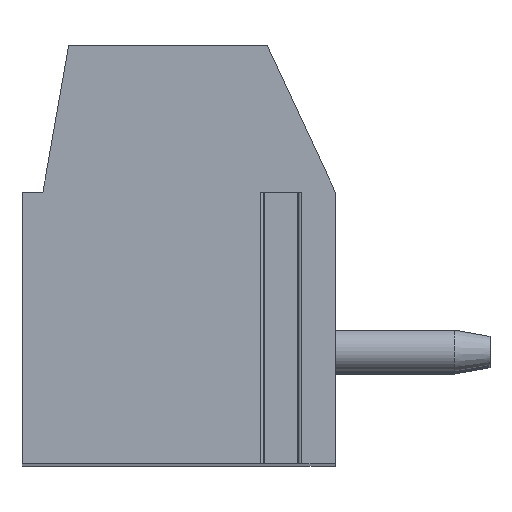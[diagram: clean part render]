
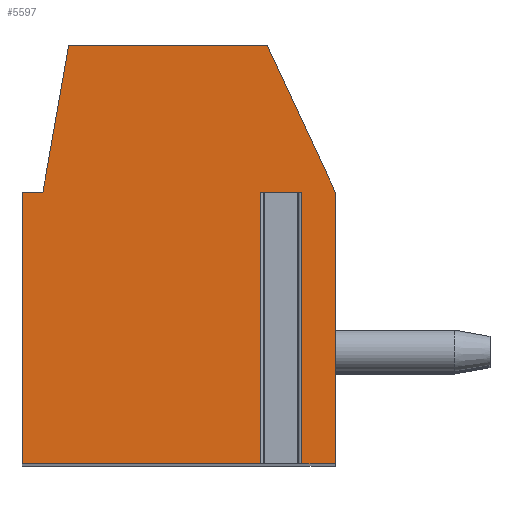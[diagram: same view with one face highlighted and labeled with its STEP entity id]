
A CAD part, top view. The second image highlights one B-rep face of the part: STEP entity #5597.
In plain terms, the highlighted planar face has unit normal (0, 0, 1).
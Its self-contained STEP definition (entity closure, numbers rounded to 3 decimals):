
#161=DIRECTION('',(-1.,0.,0.));
#162=VECTOR('',#161,0.996);
#163=CARTESIAN_POINT('',(2.948,1.5,32.5));
#164=LINE('',#163,#162);
#165=DIRECTION('',(0.,-1.,0.));
#166=VECTOR('',#165,6.5);
#167=CARTESIAN_POINT('',(1.952,1.5,32.5));
#168=LINE('',#167,#166);
#169=DIRECTION('',(1.,0.,0.));
#170=VECTOR('',#169,5.702);
#171=CARTESIAN_POINT('',(-3.75,-5.,32.5));
#172=LINE('',#171,#170);
#173=DIRECTION('',(0.,-1.,0.));
#174=VECTOR('',#173,6.5);
#175=CARTESIAN_POINT('',(-3.75,1.5,32.5));
#176=LINE('',#175,#174);
#177=DIRECTION('',(-1.,0.,0.));
#178=VECTOR('',#177,0.5);
#179=CARTESIAN_POINT('',(-3.25,1.5,32.5));
#180=LINE('',#179,#178);
#181=DIRECTION('',(-0.174,-0.985,0.));
#182=VECTOR('',#181,3.554);
#183=CARTESIAN_POINT('',(-2.633,5.,32.5));
#184=LINE('',#183,#182);
#185=DIRECTION('',(-1.,0.,0.));
#186=VECTOR('',#185,4.751);
#187=CARTESIAN_POINT('',(2.118,5.,32.5));
#188=LINE('',#187,#186);
#189=DIRECTION('',(-0.423,0.906,0.));
#190=VECTOR('',#189,3.862);
#191=CARTESIAN_POINT('',(3.75,1.5,32.5));
#192=LINE('',#191,#190);
#193=DIRECTION('',(0.,1.,0.));
#194=VECTOR('',#193,6.5);
#195=CARTESIAN_POINT('',(3.75,-5.,32.5));
#196=LINE('',#195,#194);
#197=DIRECTION('',(1.,0.,0.));
#198=VECTOR('',#197,0.802);
#199=CARTESIAN_POINT('',(2.948,-5.,32.5));
#200=LINE('',#199,#198);
#201=DIRECTION('',(0.,-1.,0.));
#202=VECTOR('',#201,6.5);
#203=CARTESIAN_POINT('',(2.948,1.5,32.5));
#204=LINE('',#203,#202);
#4295=CARTESIAN_POINT('',(3.75,-5.,32.5));
#4296=CARTESIAN_POINT('',(3.75,1.5,32.5));
#4297=VERTEX_POINT('',#4295);
#4298=VERTEX_POINT('',#4296);
#4299=CARTESIAN_POINT('',(2.118,5.,32.5));
#4300=VERTEX_POINT('',#4299);
#4301=CARTESIAN_POINT('',(-2.633,5.,32.5));
#4302=VERTEX_POINT('',#4301);
#4303=CARTESIAN_POINT('',(-3.25,1.5,32.5));
#4304=VERTEX_POINT('',#4303);
#4305=CARTESIAN_POINT('',(-3.75,1.5,32.5));
#4306=VERTEX_POINT('',#4305);
#4307=CARTESIAN_POINT('',(-3.75,-5.,32.5));
#4308=VERTEX_POINT('',#4307);
#4353=CARTESIAN_POINT('',(2.948,1.5,32.5));
#4354=CARTESIAN_POINT('',(1.952,1.5,32.5));
#4355=VERTEX_POINT('',#4353);
#4356=VERTEX_POINT('',#4354);
#4357=CARTESIAN_POINT('',(2.948,-5.,32.5));
#4358=VERTEX_POINT('',#4357);
#4359=CARTESIAN_POINT('',(1.952,-5.,32.5));
#4360=VERTEX_POINT('',#4359);
#5571=CARTESIAN_POINT('',(0.,0.,32.5));
#5572=DIRECTION('',(0.,0.,1.));
#5573=DIRECTION('',(1.,0.,0.));
#5574=AXIS2_PLACEMENT_3D('',#5571,#5572,#5573);
#5575=PLANE('',#5574);
#5577=ORIENTED_EDGE('',*,*,#5576,.T.);
#5579=ORIENTED_EDGE('',*,*,#5578,.T.);
#5580=ORIENTED_EDGE('',*,*,#5539,.F.);
#5582=ORIENTED_EDGE('',*,*,#5581,.F.);
#5584=ORIENTED_EDGE('',*,*,#5583,.F.);
#5586=ORIENTED_EDGE('',*,*,#5585,.F.);
#5588=ORIENTED_EDGE('',*,*,#5587,.F.);
#5590=ORIENTED_EDGE('',*,*,#5589,.F.);
#5592=ORIENTED_EDGE('',*,*,#5591,.F.);
#5593=ORIENTED_EDGE('',*,*,#5518,.F.);
#5594=ORIENTED_EDGE('',*,*,#5561,.F.);
#5595=EDGE_LOOP('',(#5577,#5579,#5580,#5582,#5584,#5586,#5588,#5590,#5592,#5593,
#5594));
#5596=FACE_OUTER_BOUND('',#5595,.F.);
#5518=EDGE_CURVE('',#4358,#4297,#200,.T.);
#5539=EDGE_CURVE('',#4308,#4360,#172,.T.);
#5561=EDGE_CURVE('',#4355,#4358,#204,.T.);
#5576=EDGE_CURVE('',#4355,#4356,#164,.T.);
#5578=EDGE_CURVE('',#4356,#4360,#168,.T.);
#5581=EDGE_CURVE('',#4306,#4308,#176,.T.);
#5583=EDGE_CURVE('',#4304,#4306,#180,.T.);
#5585=EDGE_CURVE('',#4302,#4304,#184,.T.);
#5587=EDGE_CURVE('',#4300,#4302,#188,.T.);
#5589=EDGE_CURVE('',#4298,#4300,#192,.T.);
#5591=EDGE_CURVE('',#4297,#4298,#196,.T.);
#5597=ADVANCED_FACE('',(#5596),#5575,.T.);
